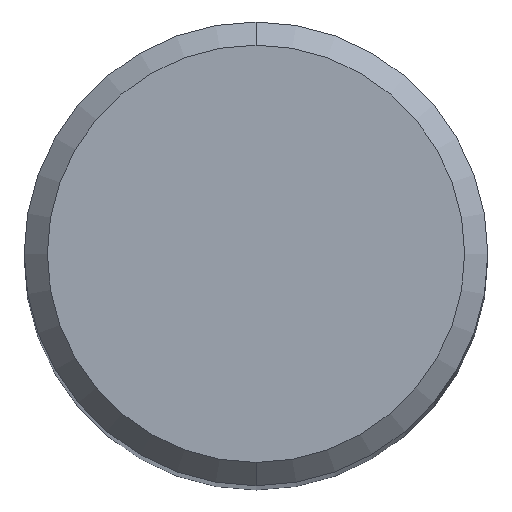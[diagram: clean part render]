
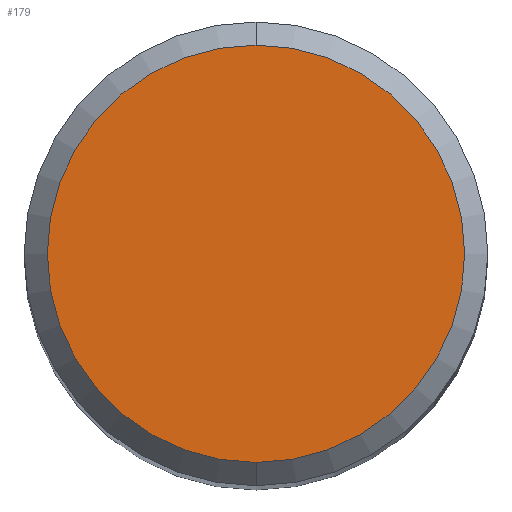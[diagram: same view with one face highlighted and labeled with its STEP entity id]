
A CAD part, top view. The second image highlights one B-rep face of the part: STEP entity #179.
In plain terms, the highlighted planar face has unit normal (0, 0, 1).
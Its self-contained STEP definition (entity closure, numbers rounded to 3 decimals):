
#179=ADVANCED_FACE('',(#486),#487,.T.);
#253=VERTEX_POINT('',#569);
#281=VERTEX_POINT('',#598);
#373=EDGE_CURVE('',#281,#253,#701,.T.);
#437=EDGE_CURVE('',#253,#281,#771,.T.);
#486=FACE_OUTER_BOUND('',#815,.T.);
#487=PLANE('',#816);
#569=CARTESIAN_POINT('',(0.,-4.5,0.0));
#598=CARTESIAN_POINT('',(0.0,4.5,0.0));
#701=CIRCLE('',#1255,4.5);
#771=CIRCLE('',#1400,4.5);
#815=EDGE_LOOP('',(#1480,#1481));
#816=AXIS2_PLACEMENT_3D('',#1482,#1483,#1484);
#1255=AXIS2_PLACEMENT_3D('',#1712,#1713,#1714);
#1400=AXIS2_PLACEMENT_3D('',#1787,#1788,#1789);
#1480=ORIENTED_EDGE('',*,*,#373,.F.);
#1481=ORIENTED_EDGE('',*,*,#437,.F.);
#1482=CARTESIAN_POINT('',(0.0,2.25,0.0));
#1483=DIRECTION('',(-0.0,0.0,1.0));
#1484=DIRECTION('',(0.0,-1.0,0.0));
#1712=CARTESIAN_POINT('',(0.0,0.0,0.0));
#1713=DIRECTION('',(0.0,0.0,-1.0));
#1714=DIRECTION('',(0.0,1.0,0.0));
#1787=CARTESIAN_POINT('',(0.0,0.0,0.0));
#1788=DIRECTION('',(0.0,0.0,-1.0));
#1789=DIRECTION('',(0.0,1.0,0.0));
